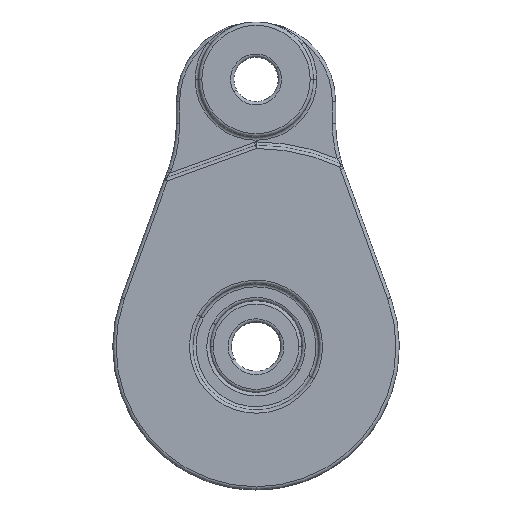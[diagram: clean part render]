
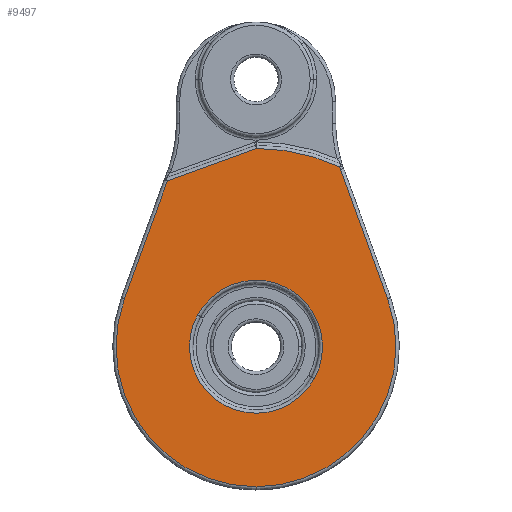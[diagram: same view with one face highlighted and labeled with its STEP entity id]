
A CAD part, left-side view. The second image highlights one B-rep face of the part: STEP entity #9497.
In plain terms, the highlighted planar face has unit normal (-1, 0, 0).
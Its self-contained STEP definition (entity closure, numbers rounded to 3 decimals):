
#351=PLANE('',#10190);
#983=LINE('',#14532,#1637);
#984=LINE('',#14534,#1638);
#985=LINE('',#14540,#1639);
#1637=VECTOR('',#11434,1000.);
#1638=VECTOR('',#11435,1000.);
#1639=VECTOR('',#11440,1000.);
#2463=ORIENTED_EDGE('',*,*,#5312,.T.);
#2464=ORIENTED_EDGE('',*,*,#5313,.T.);
#2465=ORIENTED_EDGE('',*,*,#5314,.F.);
#2466=ORIENTED_EDGE('',*,*,#5315,.F.);
#2467=ORIENTED_EDGE('',*,*,#5316,.F.);
#2468=ORIENTED_EDGE('',*,*,#5317,.F.);
#2469=ORIENTED_EDGE('',*,*,#5258,.F.);
#2470=ORIENTED_EDGE('',*,*,#5318,.T.);
#2471=ORIENTED_EDGE('',*,*,#5319,.T.);
#5258=EDGE_CURVE('',#6698,#6699,#7588,.T.);
#5312=EDGE_CURVE('',#6698,#6732,#7613,.T.);
#5313=EDGE_CURVE('',#6732,#6733,#983,.T.);
#5314=EDGE_CURVE('',#6734,#6733,#984,.T.);
#5315=EDGE_CURVE('',#6735,#6734,#7614,.T.);
#5316=EDGE_CURVE('',#6736,#6735,#7615,.T.);
#5317=EDGE_CURVE('',#6699,#6736,#985,.T.);
#5318=EDGE_CURVE('',#6737,#6738,#7616,.T.);
#5319=EDGE_CURVE('',#6738,#6737,#7617,.T.);
#6698=VERTEX_POINT('',#14292);
#6699=VERTEX_POINT('',#14293);
#6732=VERTEX_POINT('',#14531);
#6733=VERTEX_POINT('',#14533);
#6734=VERTEX_POINT('',#14535);
#6735=VERTEX_POINT('',#14537);
#6736=VERTEX_POINT('',#14539);
#6737=VERTEX_POINT('',#14542);
#6738=VERTEX_POINT('',#14543);
#7588=CIRCLE('',#10148,8.2);
#7613=CIRCLE('',#10191,12.075);
#7614=CIRCLE('',#10192,8.525);
#7615=CIRCLE('',#10193,8.525);
#7616=CIRCLE('',#10194,4.05);
#7617=CIRCLE('',#10195,4.05);
#8113=EDGE_LOOP('',(#2463,#2464,#2465,#2466,#2467,#2468,#2469));
#8114=EDGE_LOOP('',(#2470,#2471));
#8736=FACE_BOUND('',#8113,.T.);
#8737=FACE_BOUND('',#8114,.T.);
#9497=ADVANCED_FACE('',(#8736,#8737),#351,.F.);
#10148=AXIS2_PLACEMENT_3D('',#14291,#11326,#11327);
#10190=AXIS2_PLACEMENT_3D('',#14529,#11430,#11431);
#10191=AXIS2_PLACEMENT_3D('',#14530,#11432,#11433);
#10192=AXIS2_PLACEMENT_3D('',#14536,#11436,#11437);
#10193=AXIS2_PLACEMENT_3D('',#14538,#11438,#11439);
#10194=AXIS2_PLACEMENT_3D('',#14541,#11441,#11442);
#10195=AXIS2_PLACEMENT_3D('',#14544,#11443,#11444);
#11326=DIRECTION('',(-1.,0.,0.));
#11327=DIRECTION('',(0.,0.,-1.));
#11430=DIRECTION('',(1.,0.,0.));
#11431=DIRECTION('',(0.,-1.,0.));
#11432=DIRECTION('',(-1.,0.,0.));
#11433=DIRECTION('',(0.,0.,-1.));
#11434=DIRECTION('',(0.,0.94,-0.342));
#11435=DIRECTION('',(0.,-0.342,0.94));
#11436=DIRECTION('',(1.,0.,0.));
#11437=DIRECTION('',(0.,0.,-1.));
#11438=DIRECTION('',(1.,0.,0.));
#11439=DIRECTION('',(0.,0.,-1.));
#11440=DIRECTION('',(0.,-0.342,-0.94));
#11441=DIRECTION('',(1.,0.,0.));
#11442=DIRECTION('',(0.,0.,-1.));
#11443=DIRECTION('',(1.,0.,0.));
#11444=DIRECTION('',(0.,0.,-1.));
#14291=CARTESIAN_POINT('',(0.,-12.85,13.596));
#14292=CARTESIAN_POINT('',(0.,-5.088,10.951));
#14293=CARTESIAN_POINT('',(0.,-5.145,10.791));
#14529=CARTESIAN_POINT('',(0.,0.,0.));
#14530=CARTESIAN_POINT('',(0.,0.,0.));
#14531=CARTESIAN_POINT('',(0.,-0.035,12.075));
#14532=CARTESIAN_POINT('',(0.,2.681,11.086));
#14533=CARTESIAN_POINT('',(0.,5.397,10.098));
#14534=CARTESIAN_POINT('',(0.,6.704,6.507));
#14535=CARTESIAN_POINT('',(0.,8.011,2.916));
#14536=CARTESIAN_POINT('',(0.,0.,0.));
#14537=CARTESIAN_POINT('',(0.,0.,-8.525));
#14538=CARTESIAN_POINT('',(0.,0.,0.));
#14539=CARTESIAN_POINT('',(0.,-8.011,2.916));
#14540=CARTESIAN_POINT('',(0.,-6.578,6.853));
#14541=CARTESIAN_POINT('',(0.,0.,0.));
#14542=CARTESIAN_POINT('',(0.,3.554,1.942));
#14543=CARTESIAN_POINT('',(0.,-3.554,-1.942));
#14544=CARTESIAN_POINT('',(0.,0.,0.));
